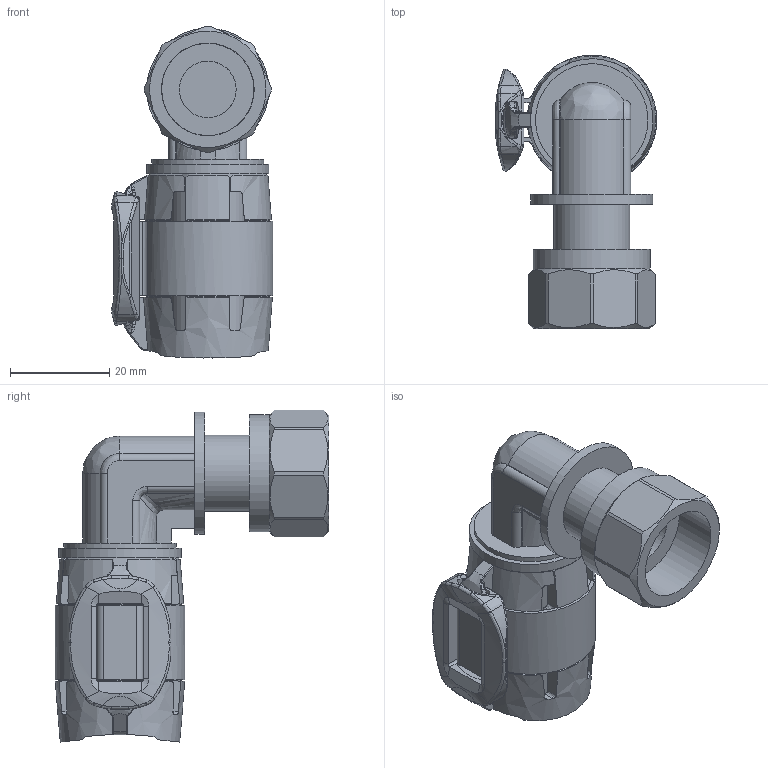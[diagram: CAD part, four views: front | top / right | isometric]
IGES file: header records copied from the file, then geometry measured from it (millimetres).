
Global section: file name: 620688; native system: Autodesk Inventor 2023; preprocessor: unknown; author: JANAN; date: 20250930.155158; units: millimetre
Bounding box: 32.45 x 55.04 x 66.74 mm (x, y, z)
Volume: 22375 mm3; surface area: 20660.9 mm2
Topology: 5 solids, 5 shells, 526 faces, 1424 edges, 916 vertices
Faces by surface type: bspline 526
